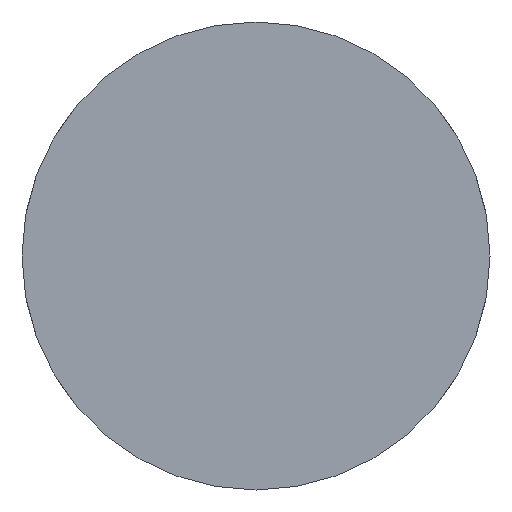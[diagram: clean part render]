
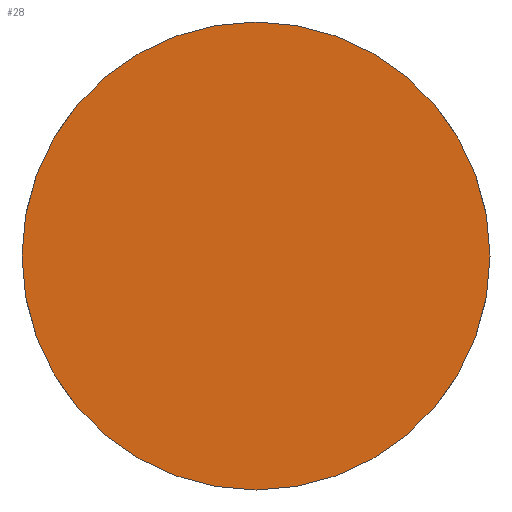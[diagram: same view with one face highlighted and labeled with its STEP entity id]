
A CAD part, front view. The second image highlights one B-rep face of the part: STEP entity #28.
In plain terms, the highlighted planar face has unit normal (0, -1, 0).
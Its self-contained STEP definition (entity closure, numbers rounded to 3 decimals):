
#1 = EDGE_CURVE ( 'NONE', #92, #84, #14, .T. ) ;
#2 = PLANE ( 'NONE',  #95 ) ;
#4 = DIRECTION ( 'NONE',  ( 0., 0., -1. ) ) ;
#10 = CARTESIAN_POINT ( 'NONE',  ( 0., -54.966, 7.034 ) ) ;
#14 = CIRCLE ( 'NONE', #27, 5. ) ;
#15 = CIRCLE ( 'NONE', #91, 5. ) ;
#24 = DIRECTION ( 'NONE',  ( 0., 0., -1. ) ) ;
#27 = AXIS2_PLACEMENT_3D ( 'NONE', #10, #140, #4 ) ;
#28 = ADVANCED_FACE ( 'NONE', ( #96 ), #2, .T. ) ;
#45 = CARTESIAN_POINT ( 'NONE',  ( 0., -54.966, 12.034 ) ) ;
#55 = DIRECTION ( 'NONE',  ( 0., -1., 0. ) ) ;
#62 = ORIENTED_EDGE ( 'NONE', *, *, #1, .T. ) ;
#84 = VERTEX_POINT ( 'NONE', #112 ) ;
#89 = EDGE_CURVE ( 'NONE', #84, #92, #15, .T. ) ;
#91 = AXIS2_PLACEMENT_3D ( 'NONE', #139, #55, #134 ) ;
#92 = VERTEX_POINT ( 'NONE', #45 ) ;
#95 = AXIS2_PLACEMENT_3D ( 'NONE', #137, #152, #24 ) ;
#96 = FACE_OUTER_BOUND ( 'NONE', #153, .T. ) ;
#112 = CARTESIAN_POINT ( 'NONE',  ( 0., -54.966, 2.034 ) ) ;
#134 = DIRECTION ( 'NONE',  ( 0., 0., -1. ) ) ;
#137 = CARTESIAN_POINT ( 'NONE',  ( 0., -54.966, 7.034 ) ) ;
#139 = CARTESIAN_POINT ( 'NONE',  ( 0., -54.966, 7.034 ) ) ;
#140 = DIRECTION ( 'NONE',  ( 0., -1., 0. ) ) ;
#150 = ORIENTED_EDGE ( 'NONE', *, *, #89, .T. ) ;
#152 = DIRECTION ( 'NONE',  ( 0., -1., 0. ) ) ;
#153 = EDGE_LOOP ( 'NONE', ( #150, #62 ) ) ;
